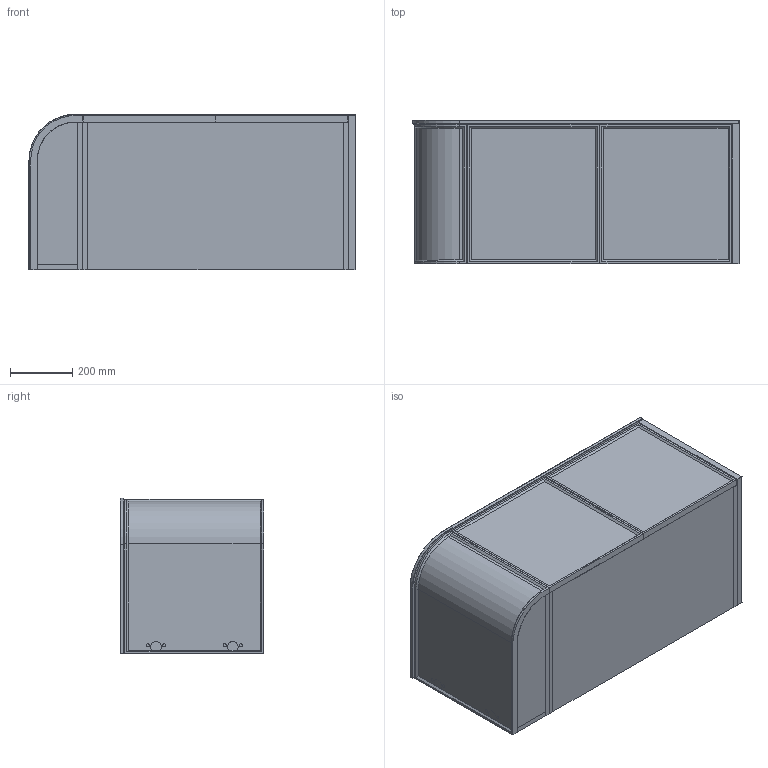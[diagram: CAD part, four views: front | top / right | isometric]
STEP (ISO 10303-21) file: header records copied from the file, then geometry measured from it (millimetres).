
FILE_DESCRIPTION (( 'STEP AP214' ), '1' );
FILE_NAME ('2355565.STEP', '2023-09-29T00:42:18', ( '' ), ( '' ), 'SwSTEP 2.0', 'SolidWorks 2021', '' );
FILE_SCHEMA (( 'AUTOMOTIVE_DESIGN' ));
Length unit declared in the file: millimetre
Products named in the file (10): 1200 Door Kado Era; Kado Era Curved End Panel; Kado Era 1050 (Door) SINGLE END; Filler Panel; End Carcass LEFT; 1050 DOOR Benchtop (12mm) SINGLE END; Kado Era 1200 Carcass (DOOR); 2355565; 1050 Benchtop (12mm) DOOR
Assembly tree (10 placements, depth 4):
  2355565
    Kado Era 1050 (Door) SINGLE END
      Kado Era 1200 Carcass (DOOR)
      Kado Era Curved End Panel
      End Carcass LEFT
      1200 Door Kado Era  x2
        1200 Door Kado Era
      Filler Panel
      1050 Benchtop (12mm) DOOR
        1050 DOOR Benchtop (12mm) SINGLE END
Bounding box: 1048.5 x 462 x 500 mm (x, y, z)
Volume: 51553985.4 mm3; surface area: 7091881.3 mm2
Topology: 16 solids, 16 shells, 248 faces, 516 edges, 324 vertices
Faces by surface type: plane 156, cylinder 80, sphere 8, cone 4
Entity records: 7092 total; most frequent: DIRECTION 1152, CARTESIAN_POINT 1045, ORIENTED_EDGE 968, EDGE_CURVE 484, AXIS2_PLACEMENT_3D 415, VECTOR 322, LINE 322, VERTEX_POINT 308
